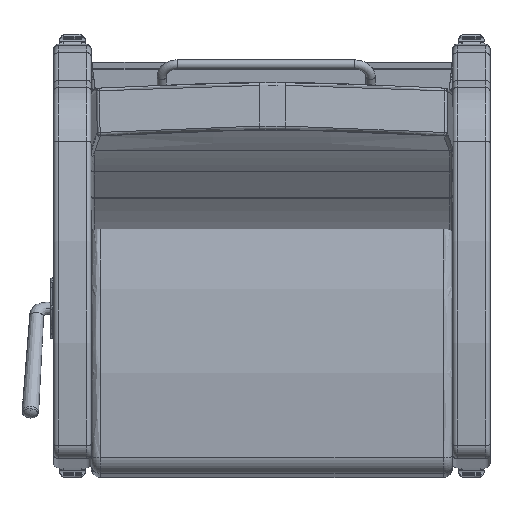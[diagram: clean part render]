
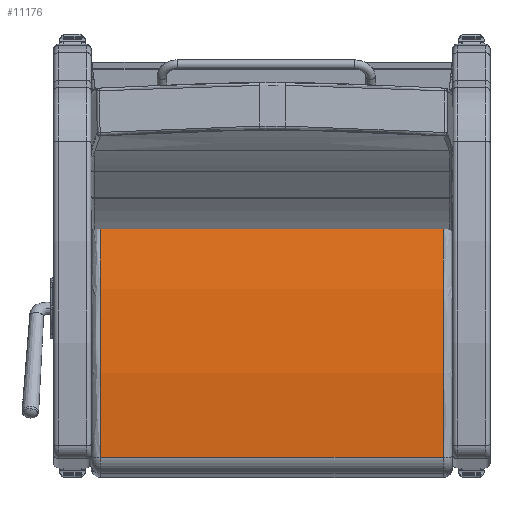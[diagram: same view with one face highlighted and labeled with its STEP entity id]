
A CAD part, front view. The second image highlights one B-rep face of the part: STEP entity #11176.
In plain terms, the highlighted free-form (B-spline) face has degree [1, 2] with [2, 3] control points.
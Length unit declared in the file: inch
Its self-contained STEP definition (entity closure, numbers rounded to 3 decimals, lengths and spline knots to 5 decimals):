
#30=(
BOUNDED_SURFACE()
B_SPLINE_SURFACE(1,2,((#19255,#19256,#19257),(#19258,#19259,#19260)),
 .UNSPECIFIED.,.F.,.F.,.F.)
B_SPLINE_SURFACE_WITH_KNOTS((2,2),(3,3),(-0.22896,0.22896),
(1.36178,1.69928),.UNSPECIFIED.)
GEOMETRIC_REPRESENTATION_ITEM()
RATIONAL_B_SPLINE_SURFACE(((1.,0.986,1.),(1.,0.986,
1.)))
REPRESENTATION_ITEM('')
SURFACE()
);
#923=ELLIPSE('',#12345,60.05357,60.);
#933=ELLIPSE('',#12373,60.05357,60.);
#1151=LINE('',#19253,#1853);
#1152=LINE('',#19262,#1854);
#1853=VECTOR('',#14346,0.3937);
#1854=VECTOR('',#14349,0.3937);
#2718=FACE_OUTER_BOUND('',#3467,.T.);
#3467=EDGE_LOOP('',(#8214,#8215,#8216,#8217));
#5063=VERTEX_POINT('',#19045);
#5064=VERTEX_POINT('',#19046);
#5089=VERTEX_POINT('',#19252);
#5090=VERTEX_POINT('',#19261);
#6214=EDGE_CURVE('',#5063,#5064,#923,.T.);
#6252=EDGE_CURVE('',#5064,#5089,#1151,.T.);
#6254=EDGE_CURVE('',#5063,#5090,#1152,.T.);
#6255=EDGE_CURVE('',#5089,#5090,#933,.T.);
#8214=ORIENTED_EDGE('',*,*,#6214,.F.);
#8215=ORIENTED_EDGE('',*,*,#6254,.T.);
#8216=ORIENTED_EDGE('',*,*,#6255,.F.);
#8217=ORIENTED_EDGE('',*,*,#6252,.F.);
#11176=ADVANCED_FACE('',(#2718),#30,.F.);
#12345=AXIS2_PLACEMENT_3D('',#19047,#14278,#14279);
#12373=AXIS2_PLACEMENT_3D('',#19263,#14350,#14351);
#14278=DIRECTION('center_axis',(0.,0.,-1.));
#14279=DIRECTION('ref_axis',(1.,0.,0.));
#14346=DIRECTION('',(0.,0.,1.));
#14349=DIRECTION('',(0.,0.,1.));
#14350=DIRECTION('center_axis',(0.,0.,1.));
#14351=DIRECTION('ref_axis',(1.,0.,0.));
#19045=CARTESIAN_POINT('',(-10.04459,1.25621,-13.75));
#19046=CARTESIAN_POINT('',(10.1114,0.44486,-13.75));
#19047=CARTESIAN_POINT('Origin',(-2.34979,-58.24922,-13.75));
#19252=CARTESIAN_POINT('',(10.1114,0.44486,13.75));
#19253=CARTESIAN_POINT('',(10.1114,0.44486,0.));
#19255=CARTESIAN_POINT('Ctrl Pts',(10.1114,0.44486,-13.75));
#19256=CARTESIAN_POINT('Ctrl Pts',(0.10258,2.56602,-13.75));
#19257=CARTESIAN_POINT('Ctrl Pts',(-10.04459,1.25621,-13.75));
#19258=CARTESIAN_POINT('Ctrl Pts',(10.1114,0.44486,13.75));
#19259=CARTESIAN_POINT('Ctrl Pts',(0.10258,2.56602,13.75));
#19260=CARTESIAN_POINT('Ctrl Pts',(-10.04459,1.25621,13.75));
#19261=CARTESIAN_POINT('',(-10.04459,1.25621,13.75));
#19262=CARTESIAN_POINT('',(-10.04459,1.25621,0.));
#19263=CARTESIAN_POINT('Origin',(-2.34979,-58.24922,13.75));
